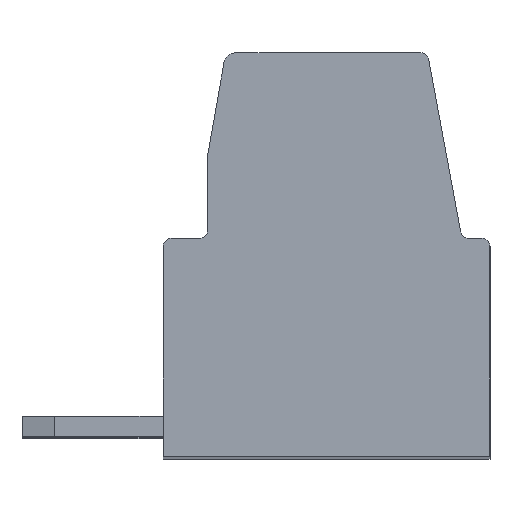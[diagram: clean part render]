
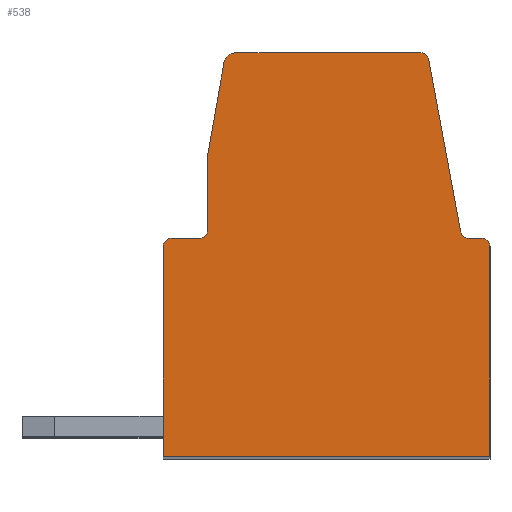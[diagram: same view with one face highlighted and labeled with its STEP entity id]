
A CAD part, top view. The second image highlights one B-rep face of the part: STEP entity #538.
In plain terms, the highlighted planar face has unit normal (0, 0, 1).
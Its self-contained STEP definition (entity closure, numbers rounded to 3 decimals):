
#538 = ADVANCED_FACE( '', ( #1345 ), #1346, .F. );
#1345 = FACE_OUTER_BOUND( '', #2442, .T. );
#1346 = PLANE( '', #2443 );
#2442 = EDGE_LOOP( '', ( #3865, #3866, #3867, #3868, #3869, #3870, #3871, #3872, #3873, #3874, #3875, #3876, #3877, #3878, #3879 ) );
#2443 = AXIS2_PLACEMENT_3D( '', #3880, #3881, #3882 );
#3865 = ORIENTED_EDGE( '', *, *, #6926, .T. );
#3866 = ORIENTED_EDGE( '', *, *, #6927, .T. );
#3867 = ORIENTED_EDGE( '', *, *, #6928, .F. );
#3868 = ORIENTED_EDGE( '', *, *, #6929, .T. );
#3869 = ORIENTED_EDGE( '', *, *, #6930, .T. );
#3870 = ORIENTED_EDGE( '', *, *, #6931, .T. );
#3871 = ORIENTED_EDGE( '', *, *, #6932, .T. );
#3872 = ORIENTED_EDGE( '', *, *, #6933, .T. );
#3873 = ORIENTED_EDGE( '', *, *, #6934, .F. );
#3874 = ORIENTED_EDGE( '', *, *, #6738, .T. );
#3875 = ORIENTED_EDGE( '', *, *, #6935, .F. );
#3876 = ORIENTED_EDGE( '', *, *, #6936, .T. );
#3877 = ORIENTED_EDGE( '', *, *, #6937, .T. );
#3878 = ORIENTED_EDGE( '', *, *, #6938, .T. );
#3879 = ORIENTED_EDGE( '', *, *, #6939, .F. );
#3880 = CARTESIAN_POINT( '', ( 0.81, -4.4, 0. ) );
#3881 = DIRECTION( '', ( 0., 0., -1. ) );
#3882 = DIRECTION( '', ( 0., 1., 0. ) );
#6738 = EDGE_CURVE( '', #8122, #8120, #8123, .T. );
#6926 = EDGE_CURVE( '', #8441, #8442, #8443, .T. );
#6927 = EDGE_CURVE( '', #8442, #8444, #8445, .T. );
#6928 = EDGE_CURVE( '', #8446, #8444, #8447, .T. );
#6929 = EDGE_CURVE( '', #8446, #8448, #8449, .T. );
#6930 = EDGE_CURVE( '', #8448, #8450, #8451, .T. );
#6931 = EDGE_CURVE( '', #8450, #8452, #8453, .T. );
#6932 = EDGE_CURVE( '', #8452, #8454, #8455, .T. );
#6933 = EDGE_CURVE( '', #8454, #8456, #8457, .T. );
#6934 = EDGE_CURVE( '', #8122, #8456, #8458, .T. );
#6935 = EDGE_CURVE( '', #8459, #8120, #8460, .T. );
#6936 = EDGE_CURVE( '', #8459, #8461, #8462, .T. );
#6937 = EDGE_CURVE( '', #8461, #8463, #8464, .T. );
#6938 = EDGE_CURVE( '', #8463, #8465, #8466, .T. );
#6939 = EDGE_CURVE( '', #8441, #8465, #8467, .T. );
#8120 = VERTEX_POINT( '', #10103 );
#8122 = VERTEX_POINT( '', #10106 );
#8123 = LINE( '', #10107, #10108 );
#8441 = VERTEX_POINT( '', #10578 );
#8442 = VERTEX_POINT( '', #10579 );
#8443 = LINE( '', #10580, #10581 );
#8444 = VERTEX_POINT( '', #10582 );
#8445 = LINE( '', #10583, #10584 );
#8446 = VERTEX_POINT( '', #10585 );
#8447 = CIRCLE( '', #10586, 0.2 );
#8448 = VERTEX_POINT( '', #10587 );
#8449 = LINE( '', #10588, #10589 );
#8450 = VERTEX_POINT( '', #10590 );
#8451 = CIRCLE( '', #10591, 0.2 );
#8452 = VERTEX_POINT( '', #10592 );
#8453 = LINE( '', #10593, #10594 );
#8454 = VERTEX_POINT( '', #10595 );
#8455 = LINE( '', #10596, #10597 );
#8456 = VERTEX_POINT( '', #10598 );
#8457 = LINE( '', #10599, #10600 );
#8458 = CIRCLE( '', #10601, 0.2 );
#8459 = VERTEX_POINT( '', #10602 );
#8460 = CIRCLE( '', #10603, 0.2 );
#8461 = VERTEX_POINT( '', #10604 );
#8462 = LINE( '', #10605, #10606 );
#8463 = VERTEX_POINT( '', #10607 );
#8464 = CIRCLE( '', #10608, 0.2 );
#8465 = VERTEX_POINT( '', #10609 );
#8466 = LINE( '', #10610, #10611 );
#8467 = CIRCLE( '', #10612, 0.3 );
#10103 = CARTESIAN_POINT( '', ( -0.531, 5.4, 0. ) );
#10106 = CARTESIAN_POINT( '', ( -0.2, 5.4, 0. ) );
#10107 = CARTESIAN_POINT( '', ( -16.414, 5.4, 0. ) );
#10108 = VECTOR( '', #12586, 1000. );
#10578 = CARTESIAN_POINT( '', ( -6.594, 9.752, 0. ) );
#10579 = CARTESIAN_POINT( '', ( -7., 7.448, 0. ) );
#10580 = CARTESIAN_POINT( '', ( -11.564, -18.438, 0. ) );
#10581 = VECTOR( '', #12745, 1000. );
#10582 = CARTESIAN_POINT( '', ( -7., 5.6, 0. ) );
#10583 = CARTESIAN_POINT( '', ( -7., -18.438, 0. ) );
#10584 = VECTOR( '', #12746, 1000. );
#10585 = CARTESIAN_POINT( '', ( -7.2, 5.4, 0. ) );
#10586 = AXIS2_PLACEMENT_3D( '', #12747, #12748, #12749 );
#10587 = CARTESIAN_POINT( '', ( -7.9, 5.4, 0. ) );
#10588 = CARTESIAN_POINT( '', ( -16.414, 5.4, 0. ) );
#10589 = VECTOR( '', #12750, 1000. );
#10590 = CARTESIAN_POINT( '', ( -8.1, 5.2, 0. ) );
#10591 = AXIS2_PLACEMENT_3D( '', #12751, #12752, #12753 );
#10592 = CARTESIAN_POINT( '', ( -8.1, 0., 0. ) );
#10593 = CARTESIAN_POINT( '', ( -8.1, -18.438, 0. ) );
#10594 = VECTOR( '', #12754, 1000. );
#10595 = CARTESIAN_POINT( '', ( 0., 0., 0. ) );
#10596 = CARTESIAN_POINT( '', ( -16.414, 0., 0. ) );
#10597 = VECTOR( '', #12755, 1000. );
#10598 = CARTESIAN_POINT( '', ( 0., 5.2, 0. ) );
#10599 = CARTESIAN_POINT( '', ( 0., -18.438, 0. ) );
#10600 = VECTOR( '', #12756, 1000. );
#10601 = AXIS2_PLACEMENT_3D( '', #12757, #12758, #12759 );
#10602 = CARTESIAN_POINT( '', ( -0.728, 5.564, 0. ) );
#10603 = AXIS2_PLACEMENT_3D( '', #12760, #12761, #12762 );
#10604 = CARTESIAN_POINT( '', ( -1.52, 9.836, 0. ) );
#10605 = CARTESIAN_POINT( '', ( 3.721, -18.438, 0. ) );
#10606 = VECTOR( '', #12763, 1000. );
#10607 = CARTESIAN_POINT( '', ( -1.716, 10., 0. ) );
#10608 = AXIS2_PLACEMENT_3D( '', #12764, #12765, #12766 );
#10609 = CARTESIAN_POINT( '', ( -6.298, 10., 0. ) );
#10610 = CARTESIAN_POINT( '', ( -16.414, 10., 0. ) );
#10611 = VECTOR( '', #12767, 1000. );
#10612 = AXIS2_PLACEMENT_3D( '', #12768, #12769, #12770 );
#12586 = DIRECTION( '', ( -1., 0., 0. ) );
#12745 = DIRECTION( '', ( -0.174, -0.985, 0. ) );
#12746 = DIRECTION( '', ( 0., -1., 0. ) );
#12747 = CARTESIAN_POINT( '', ( -7.2, 5.6, 0. ) );
#12748 = DIRECTION( '', ( 0., 0., 1. ) );
#12749 = DIRECTION( '', ( 1., 0., 0. ) );
#12750 = DIRECTION( '', ( -1., 0., 0. ) );
#12751 = CARTESIAN_POINT( '', ( -7.9, 5.2, 0. ) );
#12752 = DIRECTION( '', ( 0., 0., 1. ) );
#12753 = DIRECTION( '', ( 1., 0., 0. ) );
#12754 = DIRECTION( '', ( 0., -1., 0. ) );
#12755 = DIRECTION( '', ( 1., 0., 0. ) );
#12756 = DIRECTION( '', ( 0., 1., 0. ) );
#12757 = CARTESIAN_POINT( '', ( -0.2, 5.2, 0. ) );
#12758 = DIRECTION( '', ( 0., 0., -1. ) );
#12759 = DIRECTION( '', ( -1., 0., 0. ) );
#12760 = CARTESIAN_POINT( '', ( -0.531, 5.6, 0. ) );
#12761 = DIRECTION( '', ( 0., 0., 1. ) );
#12762 = DIRECTION( '', ( 1., 0., 0. ) );
#12763 = DIRECTION( '', ( -0.182, 0.983, 0. ) );
#12764 = CARTESIAN_POINT( '', ( -1.716, 9.8, 0. ) );
#12765 = DIRECTION( '', ( 0., 0., 1. ) );
#12766 = DIRECTION( '', ( 1., 0., 0. ) );
#12767 = DIRECTION( '', ( -1., 0., 0. ) );
#12768 = CARTESIAN_POINT( '', ( -6.298, 9.7, 0. ) );
#12769 = DIRECTION( '', ( 0., 0., -1. ) );
#12770 = DIRECTION( '', ( -1., 0., 0. ) );
